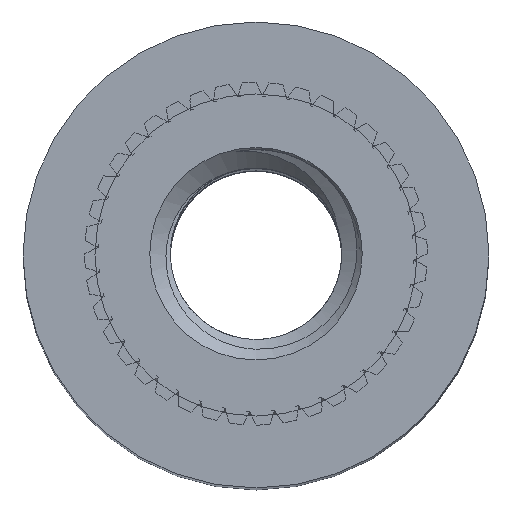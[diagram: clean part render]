
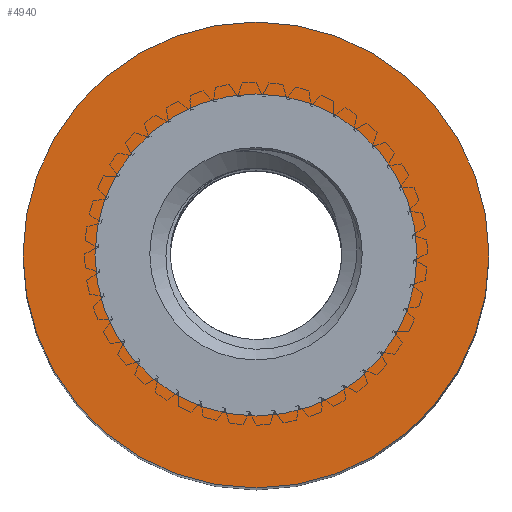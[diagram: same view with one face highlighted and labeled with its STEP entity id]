
A CAD part, top view. The second image highlights one B-rep face of the part: STEP entity #4940.
In plain terms, the highlighted planar face has unit normal (0, 0, 1).
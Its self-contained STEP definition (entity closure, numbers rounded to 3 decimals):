
#196=FACE_BOUND('',#1004,.T.);
#204=PLANE('',#5574);
#718=FACE_OUTER_BOUND('',#1003,.T.);
#1003=EDGE_LOOP('',(#4557));
#1004=EDGE_LOOP('',(#4558));
#1503=CIRCLE('',#5567,2.35);
#1506=CIRCLE('',#5572,3.4);
#2137=VERTEX_POINT('',#19306);
#2140=VERTEX_POINT('',#19316);
#2940=EDGE_CURVE('',#2137,#2137,#1503,.T.);
#2946=EDGE_CURVE('',#2140,#2140,#1506,.T.);
#4557=ORIENTED_EDGE('',*,*,#2946,.T.);
#4558=ORIENTED_EDGE('',*,*,#2940,.T.);
#4940=ADVANCED_FACE('',(#718,#196),#204,.F.);
#5567=AXIS2_PLACEMENT_3D('',#19307,#6824,#6825);
#5572=AXIS2_PLACEMENT_3D('',#19318,#6837,#6838);
#5574=AXIS2_PLACEMENT_3D('',#19320,#6841,#6842);
#6824=DIRECTION('center_axis',(0.,0.,-1.));
#6825=DIRECTION('ref_axis',(1.,0.,0.));
#6837=DIRECTION('center_axis',(0.,0.,1.));
#6838=DIRECTION('ref_axis',(-1.,0.,0.));
#6841=DIRECTION('center_axis',(0.,0.,-1.));
#6842=DIRECTION('ref_axis',(1.,0.,0.));
#19306=CARTESIAN_POINT('',(19.571,0.,-1.));
#19307=CARTESIAN_POINT('Origin',(21.921,0.,
-1.));
#19316=CARTESIAN_POINT('',(25.321,0.,-1.));
#19318=CARTESIAN_POINT('Origin',(21.921,0.,
-1.));
#19320=CARTESIAN_POINT('Origin',(21.921,0.,
-1.));
